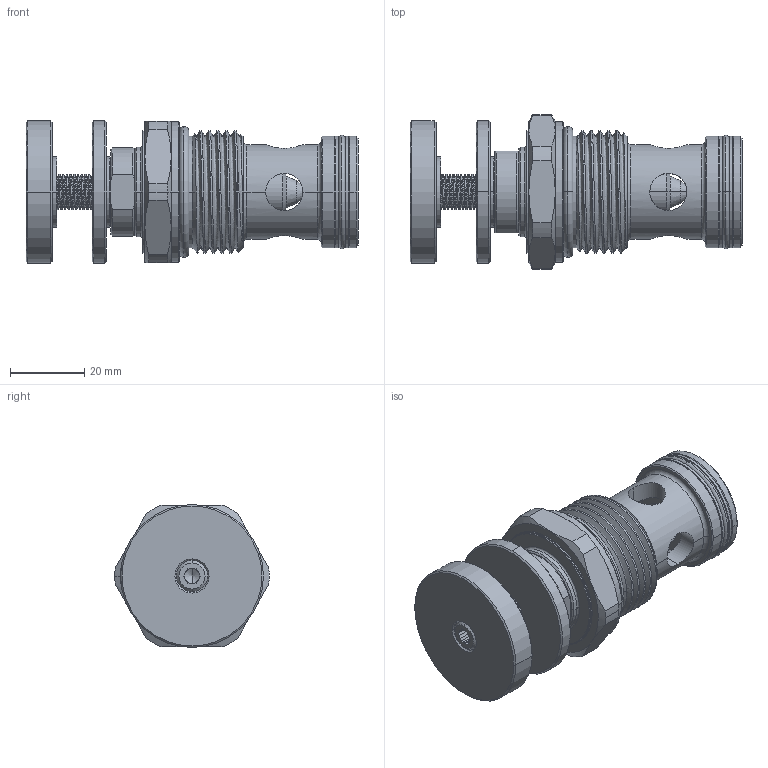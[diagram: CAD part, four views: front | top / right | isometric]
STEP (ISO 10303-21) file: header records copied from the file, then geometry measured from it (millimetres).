
FILE_DESCRIPTION (( 'STEP AP203' ), '1' );
FILE_NAME ('NV21E20-B.STEP', '2016-07-05T07:55:40', ( '' ), ( '' ), 'SwSTEP 2.0', 'SolidWorks 2012', '' );
FILE_SCHEMA (( 'CONFIG_CONTROL_DESIGN' ));
Length unit declared in the file: millimetre
Products named in the file (1): NV21E20-B
Bounding box: 89.25 x 41.5 x 38.4 mm (x, y, z)
Volume: 55857.2 mm3; surface area: 20471.5 mm2
Topology: 7 solids, 7 shells, 332 faces, 847 edges, 534 vertices
Faces by surface type: cylinder 166, cone 72, plane 69, torus 18, bspline 7
Entity records: 22502 total; most frequent: CARTESIAN_POINT 15005, ORIENTED_EDGE 1686, DIRECTION 1443, EDGE_CURVE 843, AXIS2_PLACEMENT_3D 566, VERTEX_POINT 534, EDGE_LOOP 361, ADVANCED_FACE 332
